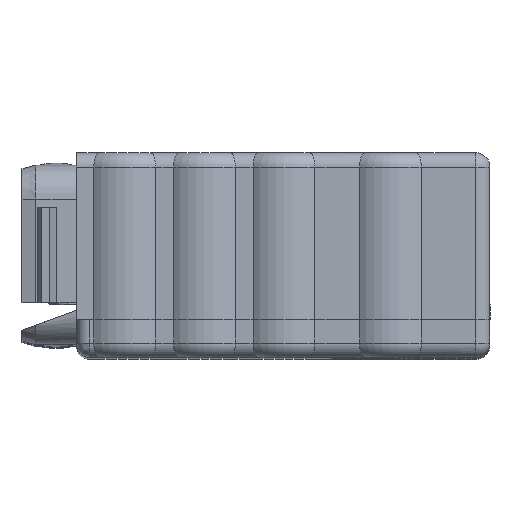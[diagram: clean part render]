
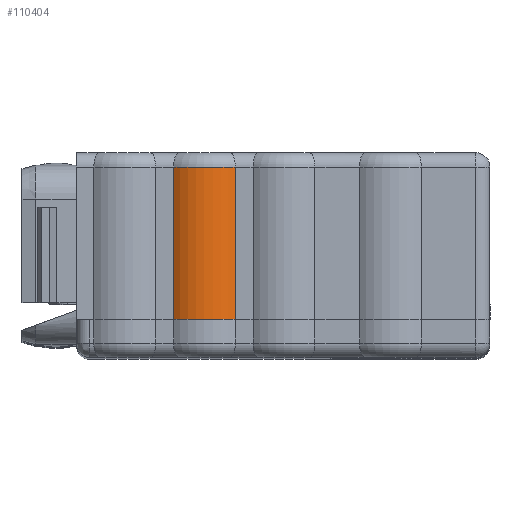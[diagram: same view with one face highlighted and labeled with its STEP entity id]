
A CAD part, top view. The second image highlights one B-rep face of the part: STEP entity #110404.
In plain terms, the highlighted cylindrical face has radius 3.6 mm (diameter 7.2 mm), a partial arc.
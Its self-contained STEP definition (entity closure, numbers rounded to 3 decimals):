
#16789=CARTESIAN_POINT('',(-20.93,2.81,34.65));
#16790=DIRECTION('',(0.,-1.,0.));
#16791=DIRECTION('',(0.629,0.,0.778));
#16792=AXIS2_PLACEMENT_3D('',#16789,#16790,#16791);
#41941=DIRECTION('',(0.,-1.,0.));
#41942=VECTOR('',#41941,11.15);
#41943=CARTESIAN_POINT('',(-23.193,13.96,37.45));
#41944=LINE('',#41943,#41942);
#41954=CARTESIAN_POINT('',(-20.93,13.96,34.65));
#41955=DIRECTION('',(0.,1.,0.));
#41956=DIRECTION('',(-0.629,0.,0.778));
#41957=AXIS2_PLACEMENT_3D('',#41954,#41955,#41956);
#42443=DIRECTION('',(0.,-1.,0.));
#42444=VECTOR('',#42443,11.15);
#42445=CARTESIAN_POINT('',(-18.667,13.96,37.45));
#42446=LINE('',#42445,#42444);
#95538=CARTESIAN_POINT('',(-18.667,2.81,37.45));
#95539=CARTESIAN_POINT('',(-23.193,2.81,37.45));
#95540=VERTEX_POINT('',#95538);
#95541=VERTEX_POINT('',#95539);
#95614=CARTESIAN_POINT('',(-23.193,13.96,37.45));
#95615=CARTESIAN_POINT('',(-18.667,13.96,37.45));
#95616=VERTEX_POINT('',#95614);
#95617=VERTEX_POINT('',#95615);
#110391=CARTESIAN_POINT('',(-20.93,15.01,34.65));
#110392=DIRECTION('',(0.,-1.,0.));
#110393=DIRECTION('',(0.,0.,-1.));
#110394=AXIS2_PLACEMENT_3D('',#110391,#110392,#110393);
#110395=CYLINDRICAL_SURFACE('',#110394,3.6);
#110397=ORIENTED_EDGE('',*,*,#110396,.T.);
#110399=ORIENTED_EDGE('',*,*,#110398,.T.);
#110400=ORIENTED_EDGE('',*,*,#103665,.T.);
#110401=ORIENTED_EDGE('',*,*,#110383,.F.);
#110402=EDGE_LOOP('',(#110397,#110399,#110400,#110401));
#110403=FACE_OUTER_BOUND('',#110402,.F.);
#110404=ADVANCED_FACE('',(#110403),#110395,.T.);
#16793=CIRCLE('',#16792,3.6);
#41958=CIRCLE('',#41957,3.6);
#103665=EDGE_CURVE('',#95540,#95541,#16793,.T.);
#110383=EDGE_CURVE('',#95616,#95541,#41944,.T.);
#110396=EDGE_CURVE('',#95616,#95617,#41958,.T.);
#110398=EDGE_CURVE('',#95617,#95540,#42446,.T.);
